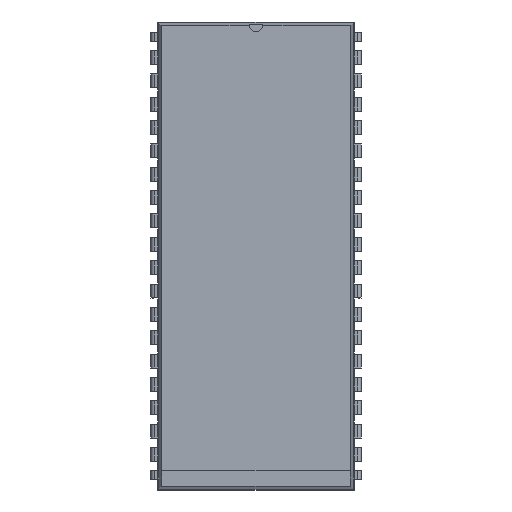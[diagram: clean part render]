
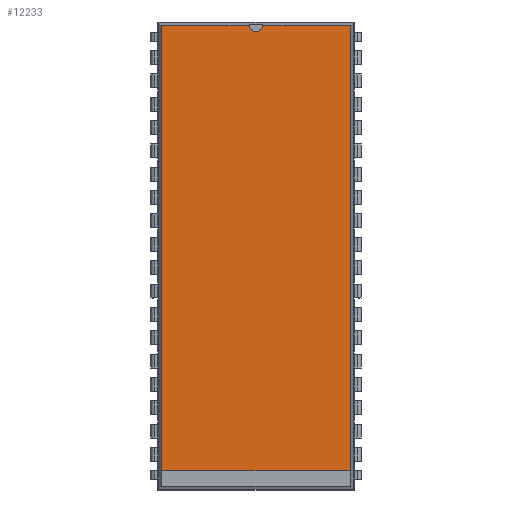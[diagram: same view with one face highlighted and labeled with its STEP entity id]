
A CAD part, top view. The second image highlights one B-rep face of the part: STEP entity #12233.
In plain terms, the highlighted planar face has unit normal (0, 0, 1).
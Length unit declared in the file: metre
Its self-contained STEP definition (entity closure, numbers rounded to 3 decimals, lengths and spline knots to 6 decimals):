
#97=CIRCLE('',#13211,0.00075);
#1189=ORIENTED_EDGE('',*,*,#3861,.T.);
#1190=ORIENTED_EDGE('',*,*,#4636,.T.);
#1191=ORIENTED_EDGE('',*,*,#3863,.T.);
#1192=ORIENTED_EDGE('',*,*,#4637,.T.);
#1193=ORIENTED_EDGE('',*,*,#4336,.T.);
#1194=ORIENTED_EDGE('',*,*,#4638,.T.);
#3861=EDGE_CURVE('',#5662,#5661,#6805,.T.);
#3863=EDGE_CURVE('',#5663,#5664,#6807,.T.);
#4336=EDGE_CURVE('',#6058,#6057,#97,.T.);
#4636=EDGE_CURVE('',#5661,#5663,#7576,.T.);
#4637=EDGE_CURVE('',#5664,#6058,#7577,.T.);
#4638=EDGE_CURVE('',#6057,#5662,#7578,.T.);
#5661=VERTEX_POINT('',#17226);
#5662=VERTEX_POINT('',#17228);
#5663=VERTEX_POINT('',#17232);
#5664=VERTEX_POINT('',#17233);
#6057=VERTEX_POINT('',#18198);
#6058=VERTEX_POINT('',#18200);
#6805=LINE('',#17227,#8441);
#6807=LINE('',#17231,#8443);
#7576=LINE('',#18818,#9212);
#7577=LINE('',#18819,#9213);
#7578=LINE('',#18820,#9214);
#8441=VECTOR('',#13938,1.);
#8443=VECTOR('',#13942,1.);
#9212=VECTOR('',#15107,1.);
#9213=VECTOR('',#15108,1.);
#9214=VECTOR('',#15109,1.);
#10270=EDGE_LOOP('',(#1189,#1190,#1191,#1192,#1193,#1194));
#10930=FACE_BOUND('',#10270,.T.);
#11589=PLANE('',#13306);
#12233=ADVANCED_FACE('',(#10930),#11589,.F.);
#13211=AXIS2_PLACEMENT_3D('',#18199,#14617,#14618);
#13306=AXIS2_PLACEMENT_3D('',#18817,#15105,#15106);
#13938=DIRECTION('',(0.,-1.,0.));
#13942=DIRECTION('',(0.,1.,0.));
#14617=DIRECTION('',(0.,0.,-1.));
#14618=DIRECTION('',(0.,-1.,0.));
#15105=DIRECTION('',(0.,0.,-1.));
#15106=DIRECTION('',(-0.247,0.969,0.));
#15107=DIRECTION('',(1.,0.,0.));
#15108=DIRECTION('',(-1.,0.,0.));
#15109=DIRECTION('',(-1.,0.,0.));
#17226=CARTESIAN_POINT('',(0.001022,-0.0475,0.00368));
#17227=CARTESIAN_POINT('',(0.001022,0.000931,0.00368));
#17228=CARTESIAN_POINT('',(0.001022,0.000931,0.00368));
#17231=CARTESIAN_POINT('',(0.021584,-0.079671,0.00368));
#17232=CARTESIAN_POINT('',(0.021584,-0.0475,0.00368));
#17233=CARTESIAN_POINT('',(0.021584,0.000931,0.00368));
#18198=CARTESIAN_POINT('',(0.010557,0.000931,0.00368));
#18199=CARTESIAN_POINT('',(0.011303,0.001006,0.00368));
#18200=CARTESIAN_POINT('',(0.012049,0.000931,0.00368));
#18817=CARTESIAN_POINT('',(0.021584,-0.079671,0.00368));
#18818=CARTESIAN_POINT('',(0.010898,-0.0475,0.00368));
#18819=CARTESIAN_POINT('',(0.021584,0.000931,0.00368));
#18820=CARTESIAN_POINT('',(0.021584,0.000931,0.00368));
